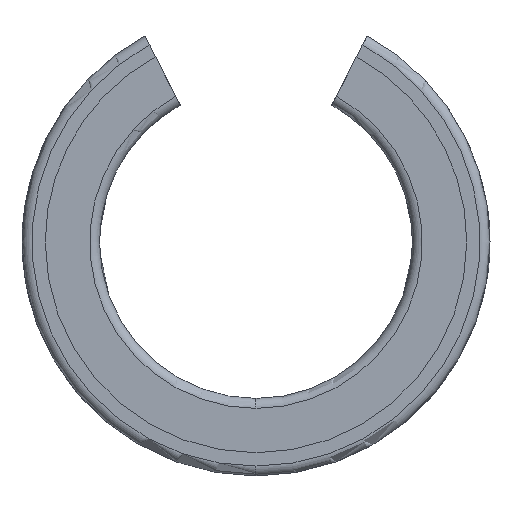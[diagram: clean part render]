
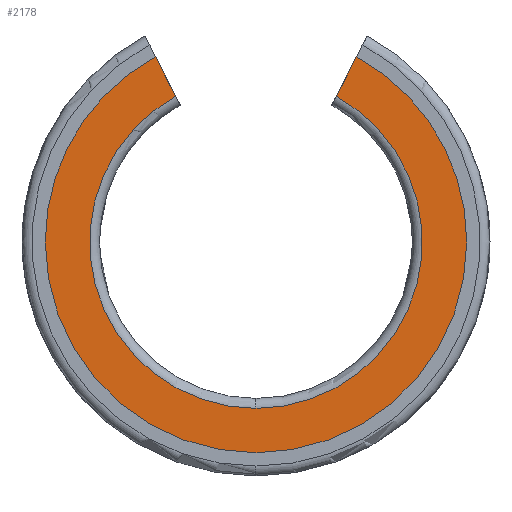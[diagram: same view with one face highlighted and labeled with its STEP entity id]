
A CAD part, front view. The second image highlights one B-rep face of the part: STEP entity #2178.
In plain terms, the highlighted planar face has unit normal (0, -1, 0).
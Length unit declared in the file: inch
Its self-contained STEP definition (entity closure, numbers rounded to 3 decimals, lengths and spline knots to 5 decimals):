
#1165=CARTESIAN_POINT('',(0.,-1.18579,-1.6783));
#1166=VERTEX_POINT('',#1165);
#1174=CARTESIAN_POINT('',(0.81042,-1.18579,1.46966));
#1175=VERTEX_POINT('',#1174);
#1176=CARTESIAN_POINT('',(0.0,-1.18579,0.0));
#1177=DIRECTION('',(0.0,-1.0,0.0));
#1178=DIRECTION('',(1.0,0.0,0.0));
#1179=AXIS2_PLACEMENT_3D('',#1176,#1177,#1178);
#1180=CIRCLE('',#1179,1.6783);
#1181=EDGE_CURVE('',#1166,#1175,#1180,.T.);
#1216=CARTESIAN_POINT('',(-2.126,-1.18579,0.));
#1217=VERTEX_POINT('',#1216);
#1224=CARTESIAN_POINT('',(-1.01376,-1.18579,1.86873));
#1225=VERTEX_POINT('',#1224);
#1226=CARTESIAN_POINT('',(0.0,-1.18579,0.0));
#1227=DIRECTION('',(0.0,-1.0,0.0));
#1228=DIRECTION('',(1.0,0.0,0.0));
#1229=AXIS2_PLACEMENT_3D('',#1226,#1227,#1228);
#1230=CIRCLE('',#1229,2.126);
#1231=EDGE_CURVE('',#1225,#1217,#1230,.T.);
#1256=CARTESIAN_POINT('',(2.126,-1.18579,0.));
#1257=VERTEX_POINT('',#1256);
#1266=CARTESIAN_POINT('',(0.0,-1.18579,0.0));
#1267=DIRECTION('',(0.0,-1.0,0.0));
#1268=DIRECTION('',(1.0,0.0,0.0));
#1269=AXIS2_PLACEMENT_3D('',#1266,#1267,#1268);
#1270=CIRCLE('',#1269,2.126);
#1271=EDGE_CURVE('',#1217,#1257,#1270,.T.);
#1917=CARTESIAN_POINT('',(1.01376,-1.18579,1.86873));
#1918=VERTEX_POINT('',#1917);
#1919=CARTESIAN_POINT('',(1.01376,-1.18579,1.86873));
#1920=DIRECTION('',(-0.454,0.0,-0.891));
#1921=VECTOR('',#1920,0.44789);
#1922=LINE('',#1919,#1921);
#1923=EDGE_CURVE('',#1918,#1175,#1922,.T.);
#1969=CARTESIAN_POINT('',(-0.81042,-1.18579,1.46966));
#1970=VERTEX_POINT('',#1969);
#1971=CARTESIAN_POINT('',(-0.81042,-1.18579,1.46966));
#1972=DIRECTION('',(-0.454,0.0,0.891));
#1973=VECTOR('',#1972,0.44789);
#1974=LINE('',#1971,#1973);
#1975=EDGE_CURVE('',#1970,#1225,#1974,.T.);
#2148=CARTESIAN_POINT('',(0.0,-1.18579,0.0));
#2149=DIRECTION('',(0.0,-1.0,0.0));
#2150=DIRECTION('',(1.0,0.0,0.0));
#2151=AXIS2_PLACEMENT_3D('',#2148,#2149,#2150);
#2152=CIRCLE('',#2151,2.126);
#2153=EDGE_CURVE('',#1257,#1918,#2152,.T.);
#2158=CARTESIAN_POINT('',(1.90215,-1.18579,0.0));
#2159=DIRECTION('',(0.0,-1.0,0.0));
#2160=DIRECTION('',(0.0,0.0,-1.0));
#2161=AXIS2_PLACEMENT_3D('',#2158,#2159,#2160);
#2162=PLANE('',#2161);
#2163=ORIENTED_EDGE('',*,*,#1923,.T.);
#2164=ORIENTED_EDGE('',*,*,#1181,.F.);
#2165=CARTESIAN_POINT('',(0.0,-1.18579,0.0));
#2166=DIRECTION('',(0.0,-1.0,0.0));
#2167=DIRECTION('',(1.0,0.0,0.0));
#2168=AXIS2_PLACEMENT_3D('',#2165,#2166,#2167);
#2169=CIRCLE('',#2168,1.6783);
#2170=EDGE_CURVE('',#1970,#1166,#2169,.T.);
#2171=ORIENTED_EDGE('',*,*,#2170,.F.);
#2172=ORIENTED_EDGE('',*,*,#1975,.T.);
#2173=ORIENTED_EDGE('',*,*,#1231,.T.);
#2174=ORIENTED_EDGE('',*,*,#1271,.T.);
#2175=ORIENTED_EDGE('',*,*,#2153,.T.);
#2176=EDGE_LOOP('',(#2163,#2164,#2171,#2172,#2173,#2174,#2175));
#2177=FACE_OUTER_BOUND('',#2176,.T.);
#2178=ADVANCED_FACE('',(#2177),#2162,.T.);
